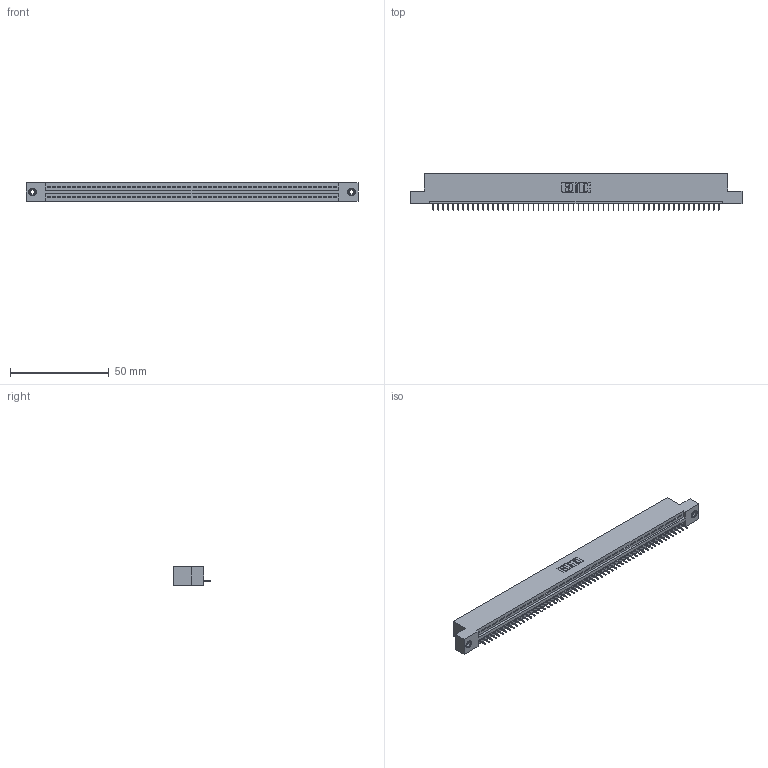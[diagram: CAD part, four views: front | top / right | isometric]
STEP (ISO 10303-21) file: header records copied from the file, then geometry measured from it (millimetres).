
FILE_DESCRIPTION (( 'STEP AP203' ), '1' );
FILE_NAME ('395-058-525-108.STEP', '2020-09-24T18:25:20', ( '' ), ( '' ), 'SwSTEP 2.0', 'SolidWorks 2020', '' );
FILE_SCHEMA (( 'CONFIG_CONTROL_DESIGN' ));
Length unit declared in the file: inch
Products named in the file (4): 395-058-525-108; 345-292-001_345-293-125; 345-250-001_345-250-003-102; 345 Part_Flush Mounting Lugs - 0.156 Dia-TI
Assembly tree (61 placements, depth 2):
  395-058-525-108
    345 Part_Flush Mounting Lugs - 0.156 Dia-TI
    345-292-001_345-293-125  x58
    345-250-001_345-250-003-102  x2
Bounding box: 168.53 x 18.72 x 9.4 mm (x, y, z)
Volume: 15894.8 mm3; surface area: 20569.7 mm2
Topology: 61 solids, 61 shells, 3782 faces, 10917 edges, 7038 vertices
Faces by surface type: plane 2780, cylinder 986, cone 12, torus 4
Entity records: 42758 total; most frequent: CARTESIAN_POINT 7385, ORIENTED_EDGE 7370, DIRECTION 6455, EDGE_CURVE 3685, VECTOR 3305, LINE 3305, VERTEX_POINT 2448, AXIS2_PLACEMENT_3D 1575
